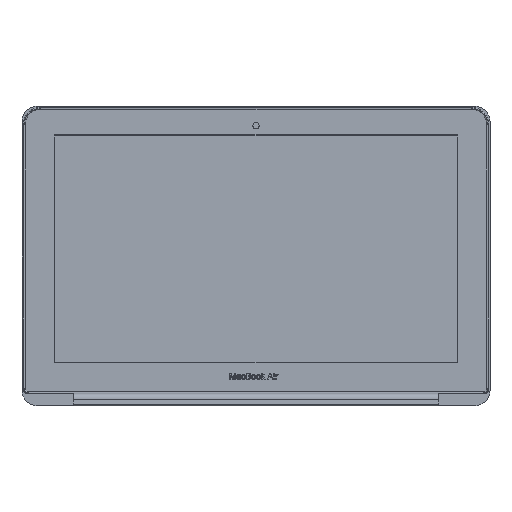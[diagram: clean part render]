
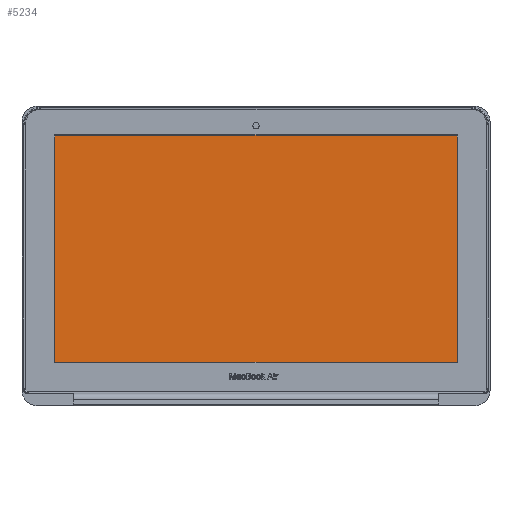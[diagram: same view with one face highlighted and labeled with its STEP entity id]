
A CAD part, top view. The second image highlights one B-rep face of the part: STEP entity #5234.
In plain terms, the highlighted planar face has unit normal (0, 0, 1).
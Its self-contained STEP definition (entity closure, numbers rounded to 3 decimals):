
#207=PLANE('',#5400);
#468=FACE_OUTER_BOUND('',#774,.T.);
#774=EDGE_LOOP('',(#4580,#4581,#4582,#4583));
#1195=LINE('',#10049,#1630);
#1198=LINE('',#10054,#1633);
#1200=LINE('',#10058,#1635);
#1201=LINE('',#10060,#1636);
#1630=VECTOR('',#6050,10.);
#1633=VECTOR('',#6055,10.);
#1635=VECTOR('',#6059,10.);
#1636=VECTOR('',#6062,10.);
#2441=VERTEX_POINT('',#10046);
#2442=VERTEX_POINT('',#10048);
#2443=VERTEX_POINT('',#10052);
#2444=VERTEX_POINT('',#10056);
#3177=EDGE_CURVE('',#2441,#2442,#1195,.T.);
#3180=EDGE_CURVE('',#2443,#2441,#1198,.T.);
#3182=EDGE_CURVE('',#2444,#2443,#1200,.T.);
#3183=EDGE_CURVE('',#2442,#2444,#1201,.T.);
#4580=ORIENTED_EDGE('',*,*,#3183,.F.);
#4581=ORIENTED_EDGE('',*,*,#3177,.F.);
#4582=ORIENTED_EDGE('',*,*,#3180,.F.);
#4583=ORIENTED_EDGE('',*,*,#3182,.F.);
#5234=ADVANCED_FACE('',(#468),#207,.F.);
#5400=AXIS2_PLACEMENT_3D('',#10061,#6063,#6064);
#6050=DIRECTION('',(0.,1.,0.));
#6055=DIRECTION('',(-1.,0.,0.));
#6059=DIRECTION('',(0.,-1.,0.));
#6062=DIRECTION('',(1.,0.,0.));
#6063=DIRECTION('center_axis',(0.,0.,-1.));
#6064=DIRECTION('ref_axis',(-1.,0.,0.));
#10046=CARTESIAN_POINT('',(21.,28.,-0.5));
#10048=CARTESIAN_POINT('',(21.,173.628,-0.5));
#10049=CARTESIAN_POINT('',(21.,28.,-0.5));
#10052=CARTESIAN_POINT('',(279.,28.,-0.5));
#10054=CARTESIAN_POINT('',(279.,28.,-0.5));
#10056=CARTESIAN_POINT('',(279.,173.628,-0.5));
#10058=CARTESIAN_POINT('',(279.,173.628,-0.5));
#10060=CARTESIAN_POINT('',(21.,173.628,-0.5));
#10061=CARTESIAN_POINT('Origin',(150.,100.814,-0.5));
